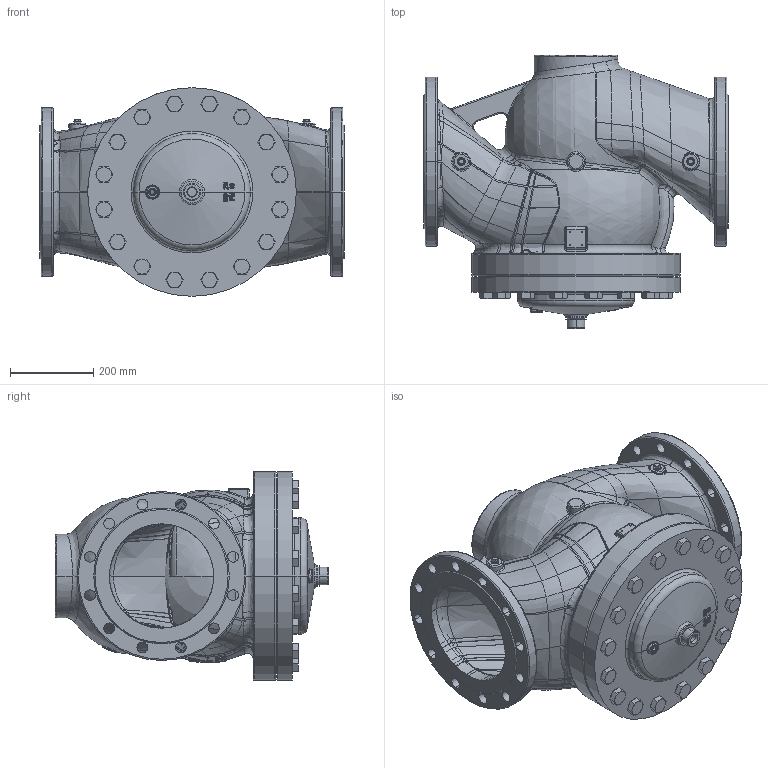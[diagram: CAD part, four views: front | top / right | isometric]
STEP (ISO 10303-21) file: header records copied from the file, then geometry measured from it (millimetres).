
FILE_DESCRIPTION((''),'2;1');
FILE_NAME('065B2400_ASM','2008-06-02T',('u012379'),('Danfoss Trata d.o.o.'),'PRO/ENGINEER BY PARAMETRIC TECHNOLOGY CORPORATION, 2007160','PRO/ENGINEER BY PARAMETRIC TECHNOLOGY CORPORATION, 2007160','');
FILE_SCHEMA(('CONFIG_CONTROL_DESIGN'));
Products named in the file (6): 53897130; 88610200; 5184027; TESNILO_18X14; VIJAK_G1L4X12_ZAPIRALNI; 065B2400_ASM
Assembly tree (22 placements, depth 2):
  065B2400_ASM
    53897130
    88610200
    5184027  x16
    TESNILO_18X14  x2
    VIJAK_G1L4X12_ZAPIRALNI  x2
Bounding box: 730 x 656 x 500 mm (x, y, z)
Volume: 37367838.9 mm3; surface area: 5640354 mm2
Topology: 22 solids, 75 shells, 6682 faces, 15004 edges, 8448 vertices
Faces by surface type: bspline 4734, extrusion 795, cylinder 369, plane 258, sphere 239, cone 188, torus 99
Entity records: 285703 total; most frequent: CARTESIAN_POINT 186208, ORIENTED_EDGE 27455, EDGE_CURVE 14018, B_SPLINE_CURVE_WITH_KNOTS 11689, VERTEX_POINT 7854, DIRECTION 7686, EDGE_LOOP 6422, FACE_OUTER_BOUND 6240
